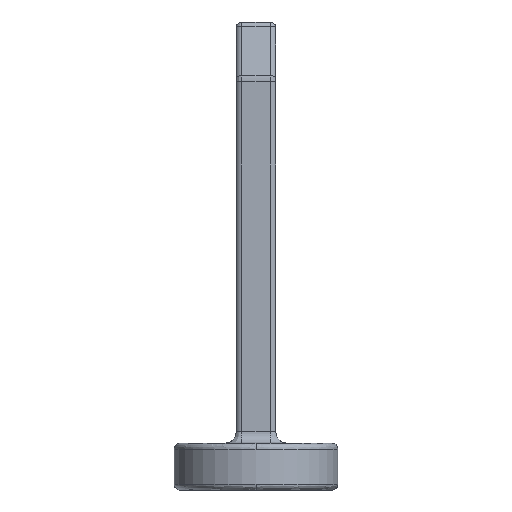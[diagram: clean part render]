
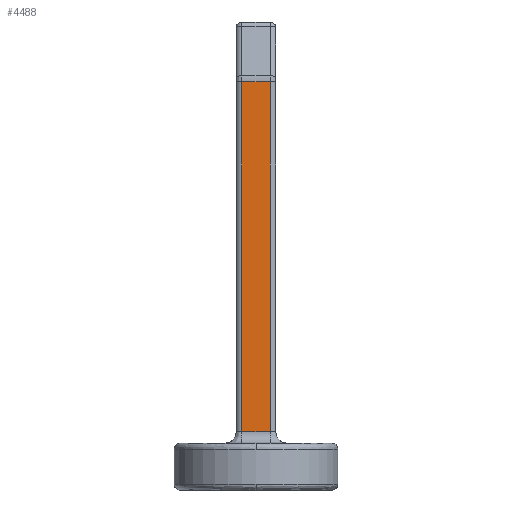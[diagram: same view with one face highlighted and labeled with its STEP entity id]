
A CAD part, left-side view. The second image highlights one B-rep face of the part: STEP entity #4488.
In plain terms, the highlighted planar face has unit normal (-1, 0, 0).
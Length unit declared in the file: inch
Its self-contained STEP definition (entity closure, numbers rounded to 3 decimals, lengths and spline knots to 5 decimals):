
#192 = ORIENTED_EDGE ( 'NONE', *, *, #1059, .T. ) ;
#307 = LINE ( 'NONE', #4574, #1366 ) ;
#427 = DIRECTION ( 'NONE',  ( 0., -1., 0. ) ) ;
#443 = VERTEX_POINT ( 'NONE', #2541 ) ;
#584 = CARTESIAN_POINT ( 'NONE',  ( -0.3622, 0.22835, 3.88628 ) ) ;
#791 = DIRECTION ( 'NONE',  ( 1., 0., 0. ) ) ;
#879 = DIRECTION ( 'NONE',  ( 0., 0., -1. ) ) ;
#1059 = EDGE_CURVE ( 'NONE', #4055, #1793, #4079, .T. ) ;
#1106 = CARTESIAN_POINT ( 'NONE',  ( -0.3622, 0.22835, 1.37343 ) ) ;
#1128 = DIRECTION ( 'NONE',  ( 0., 0., -1. ) ) ;
#1178 = LINE ( 'NONE', #2732, #3942 ) ;
#1314 = DIRECTION ( 'NONE',  ( 0., -1., 0. ) ) ;
#1341 = LINE ( 'NONE', #584, #3706 ) ;
#1366 = VECTOR ( 'NONE', #427, 39.37008 ) ;
#1455 = CARTESIAN_POINT ( 'NONE',  ( -0.3622, 0.22835, 0.19685 ) ) ;
#1506 = DIRECTION ( 'NONE',  ( 0., 0., 1. ) ) ;
#1793 = VERTEX_POINT ( 'NONE', #1455 ) ;
#1912 = CARTESIAN_POINT ( 'NONE',  ( -0.3622, 0.20866, 3.88628 ) ) ;
#1942 = PLANE ( 'NONE',  #3980 ) ;
#2377 = EDGE_CURVE ( 'NONE', #443, #4185, #307, .T. ) ;
#2541 = CARTESIAN_POINT ( 'NONE',  ( -0.3622, 0.32283, 1.37343 ) ) ;
#2617 = ORIENTED_EDGE ( 'NONE', *, *, #2377, .F. ) ;
#2732 = CARTESIAN_POINT ( 'NONE',  ( -0.3622, 0.32283, 3.88628 ) ) ;
#2865 = EDGE_LOOP ( 'NONE', ( #192, #4534, #2617, #3803 ) ) ;
#3630 = CARTESIAN_POINT ( 'NONE',  ( -0.3622, 0.20866, 0.19685 ) ) ;
#3706 = VECTOR ( 'NONE', #879, 39.37008 ) ;
#3803 = ORIENTED_EDGE ( 'NONE', *, *, #4370, .F. ) ;
#3942 = VECTOR ( 'NONE', #1506, 39.37008 ) ;
#3980 = AXIS2_PLACEMENT_3D ( 'NONE', #1912, #791, #1128 ) ;
#4024 = CARTESIAN_POINT ( 'NONE',  ( -0.3622, 0.32283, 0.19685 ) ) ;
#4055 = VERTEX_POINT ( 'NONE', #4024 ) ;
#4079 = LINE ( 'NONE', #3630, #4856 ) ;
#4185 = VERTEX_POINT ( 'NONE', #1106 ) ;
#4370 = EDGE_CURVE ( 'NONE', #4055, #443, #1178, .T. ) ;
#4488 = ADVANCED_FACE ( 'NONE', ( #4842 ), #1942, .F. ) ;
#4534 = ORIENTED_EDGE ( 'NONE', *, *, #4747, .F. ) ;
#4574 = CARTESIAN_POINT ( 'NONE',  ( -0.3622, 0.20866, 1.37343 ) ) ;
#4747 = EDGE_CURVE ( 'NONE', #4185, #1793, #1341, .T. ) ;
#4842 = FACE_OUTER_BOUND ( 'NONE', #2865, .T. ) ;
#4856 = VECTOR ( 'NONE', #1314, 39.37008 ) ;
